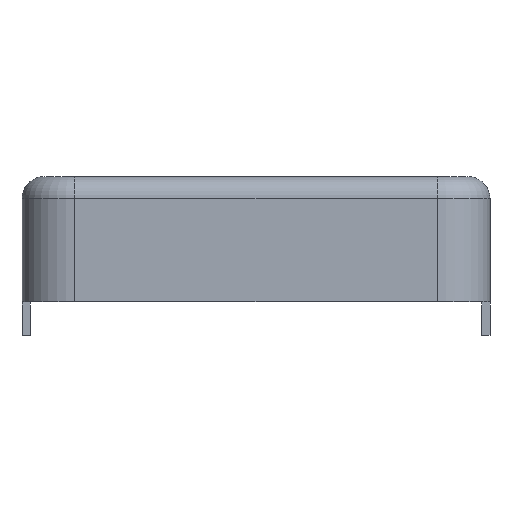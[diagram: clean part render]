
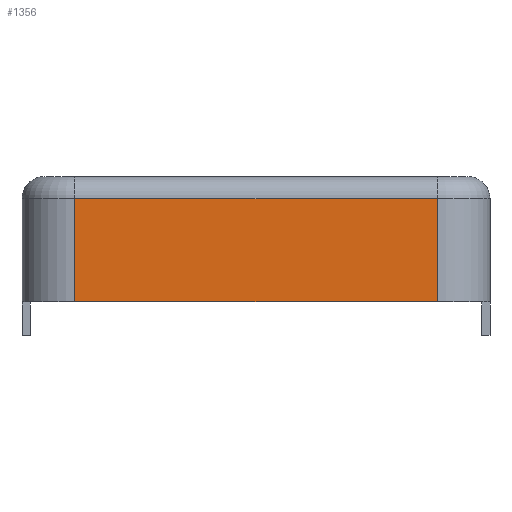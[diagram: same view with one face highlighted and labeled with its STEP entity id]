
A CAD part, left-side view. The second image highlights one B-rep face of the part: STEP entity #1356.
In plain terms, the highlighted face is planar.
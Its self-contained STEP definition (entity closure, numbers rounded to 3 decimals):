
#46=LINE('',#2043,#158);
#99=LINE('',#2229,#211);
#122=LINE('',#2299,#234);
#130=LINE('',#2327,#242);
#158=VECTOR('',#1606,1000.);
#211=VECTOR('',#1781,1000.);
#234=VECTOR('',#1860,1000.);
#242=VECTOR('',#1896,1000.);
#274=PLANE('',#1513);
#512=ORIENTED_EDGE('',*,*,#842,.T.);
#513=ORIENTED_EDGE('',*,*,#792,.F.);
#514=ORIENTED_EDGE('',*,*,#828,.F.);
#515=ORIENTED_EDGE('',*,*,#701,.T.);
#701=EDGE_CURVE('',#898,#897,#46,.T.);
#792=EDGE_CURVE('',#956,#968,#99,.T.);
#828=EDGE_CURVE('',#898,#956,#122,.T.);
#842=EDGE_CURVE('',#897,#968,#130,.T.);
#897=VERTEX_POINT('',#2042);
#898=VERTEX_POINT('',#2044);
#956=VERTEX_POINT('',#2195);
#968=VERTEX_POINT('',#2226);
#1146=EDGE_LOOP('',(#512,#513,#514,#515));
#1236=FACE_BOUND('',#1146,.T.);
#1356=ADVANCED_FACE('',(#1236),#274,.T.);
#1513=AXIS2_PLACEMENT_3D('',#2326,#1894,#1895);
#1606=DIRECTION('',(0.,-1.,0.));
#1781=DIRECTION('',(0.,-1.,0.));
#1860=DIRECTION('',(-1.,0.,0.));
#1894=DIRECTION('',(0.,0.,-1.));
#1895=DIRECTION('',(0.,-1.,0.));
#1896=DIRECTION('',(-1.,0.,0.));
#2042=CARTESIAN_POINT('',(6.5,-4.5,-13.15));
#2043=CARTESIAN_POINT('',(6.5,0.,-13.15));
#2044=CARTESIAN_POINT('',(6.5,-0.8,-13.15));
#2195=CARTESIAN_POINT('',(-6.5,-0.8,-13.15));
#2226=CARTESIAN_POINT('',(-6.5,-4.5,-13.15));
#2229=CARTESIAN_POINT('',(-6.5,0.,-13.15));
#2299=CARTESIAN_POINT('',(6.5,-0.8,-13.15));
#2326=CARTESIAN_POINT('',(6.5,0.,-13.15));
#2327=CARTESIAN_POINT('',(6.5,-4.5,-13.15));
